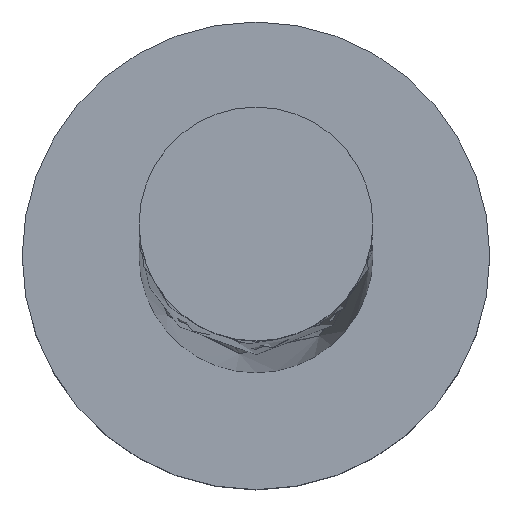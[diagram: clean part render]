
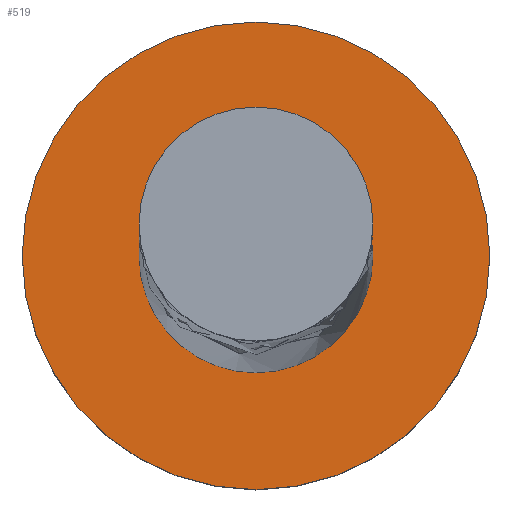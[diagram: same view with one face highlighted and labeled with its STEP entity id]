
A CAD part, top view. The second image highlights one B-rep face of the part: STEP entity #519.
In plain terms, the highlighted planar face has unit normal (0, 0, 1).
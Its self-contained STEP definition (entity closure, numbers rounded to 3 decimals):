
#44 = EDGE_LOOP ( 'NONE', ( #107, #1347 ) ) ;
#45 = EDGE_CURVE ( 'NONE', #291, #130, #108, .T. ) ;
#88 = CARTESIAN_POINT ( 'NONE',  ( -2., 0., 3. ) ) ;
#103 = VERTEX_POINT ( 'NONE', #1558 ) ;
#107 = ORIENTED_EDGE ( 'NONE', *, *, #45, .F. ) ;
#108 = CIRCLE ( 'NONE', #778, 2. ) ;
#130 = VERTEX_POINT ( 'NONE', #286 ) ;
#199 = CIRCLE ( 'NONE', #978, 4. ) ;
#201 = DIRECTION ( 'NONE',  ( 1., 0., 0. ) ) ;
#224 = CARTESIAN_POINT ( 'NONE',  ( 0., 0., 3. ) ) ;
#286 = CARTESIAN_POINT ( 'NONE',  ( 2., 0., 3. ) ) ;
#291 = VERTEX_POINT ( 'NONE', #88 ) ;
#321 = ORIENTED_EDGE ( 'NONE', *, *, #1382, .T. ) ;
#357 = CARTESIAN_POINT ( 'NONE',  ( 4., 0., 3. ) ) ;
#386 = EDGE_CURVE ( 'NONE', #130, #291, #1423, .T. ) ;
#437 = ORIENTED_EDGE ( 'NONE', *, *, #749, .T. ) ;
#513 = VERTEX_POINT ( 'NONE', #357 ) ;
#518 = EDGE_LOOP ( 'NONE', ( #321, #437 ) ) ;
#519 = ADVANCED_FACE ( 'NONE', ( #1137, #1725 ), #1176, .T. ) ;
#627 = DIRECTION ( 'NONE',  ( 0., 0., 1. ) ) ;
#718 = CIRCLE ( 'NONE', #1359, 4. ) ;
#745 = DIRECTION ( 'NONE',  ( 0., 0., 1. ) ) ;
#749 = EDGE_CURVE ( 'NONE', #513, #103, #199, .T. ) ;
#757 = DIRECTION ( 'NONE',  ( 0., 0., 1. ) ) ;
#778 = AXIS2_PLACEMENT_3D ( 'NONE', #1440, #745, #1302 ) ;
#978 = AXIS2_PLACEMENT_3D ( 'NONE', #1346, #1209, #1764 ) ;
#1137 = FACE_BOUND ( 'NONE', #44, .T. ) ;
#1176 = PLANE ( 'NONE',  #1478 ) ;
#1197 = DIRECTION ( 'NONE',  ( 1., 0., 0. ) ) ;
#1209 = DIRECTION ( 'NONE',  ( 0., 0., 1. ) ) ;
#1302 = DIRECTION ( 'NONE',  ( 1., 0., 0. ) ) ;
#1314 = CARTESIAN_POINT ( 'NONE',  ( 0., 0., 3. ) ) ;
#1328 = CARTESIAN_POINT ( 'NONE',  ( 0., 0., 3. ) ) ;
#1346 = CARTESIAN_POINT ( 'NONE',  ( 0., 0., 3. ) ) ;
#1347 = ORIENTED_EDGE ( 'NONE', *, *, #386, .F. ) ;
#1359 = AXIS2_PLACEMENT_3D ( 'NONE', #1328, #627, #1197 ) ;
#1382 = EDGE_CURVE ( 'NONE', #103, #513, #718, .T. ) ;
#1423 = CIRCLE ( 'NONE', #1797, 2. ) ;
#1440 = CARTESIAN_POINT ( 'NONE',  ( 0., 0., 3. ) ) ;
#1478 = AXIS2_PLACEMENT_3D ( 'NONE', #224, #1747, #1738 ) ;
#1558 = CARTESIAN_POINT ( 'NONE',  ( -4., 0., 3. ) ) ;
#1725 = FACE_OUTER_BOUND ( 'NONE', #518, .T. ) ;
#1738 = DIRECTION ( 'NONE',  ( 1., 0., 0. ) ) ;
#1747 = DIRECTION ( 'NONE',  ( 0., 0., 1. ) ) ;
#1764 = DIRECTION ( 'NONE',  ( 1., 0., 0. ) ) ;
#1797 = AXIS2_PLACEMENT_3D ( 'NONE', #1314, #757, #201 ) ;
